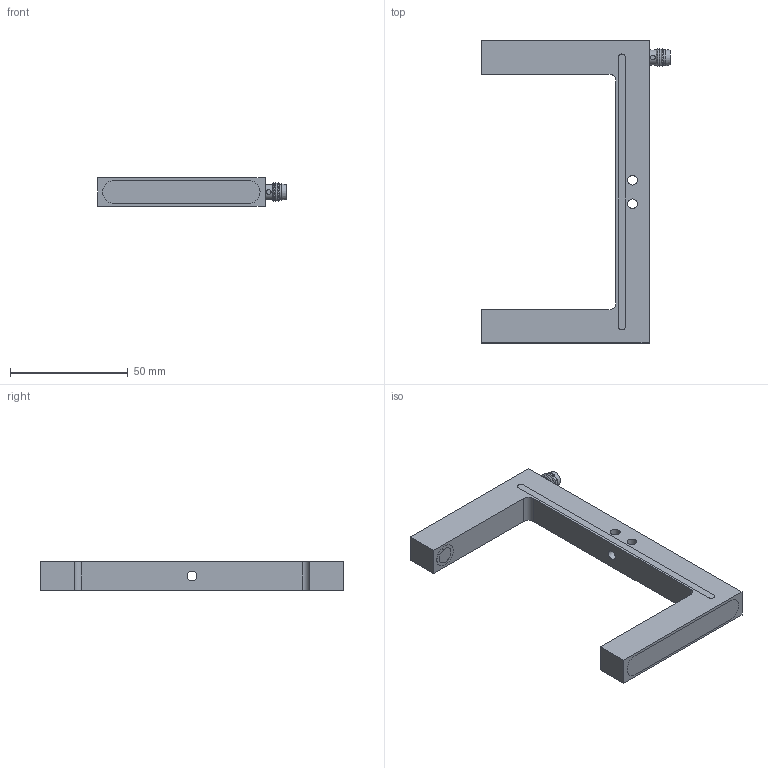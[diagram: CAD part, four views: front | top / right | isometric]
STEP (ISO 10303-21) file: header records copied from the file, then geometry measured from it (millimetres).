
FILE_DESCRIPTION(/* description */ (''),/* implementation_level */ '2;1');
FILE_NAME(/* name */ 'ipf_z3d_PGSI0016.stp',/* time_stamp */ '2018-09-06T13:09:41+02:00',/* author */ ('g.aydin'),/* organization */ (''),/* preprocessor_version */ 'ST-DEVELOPER v15.2',/* originating_system */ 'Autodesk Inventor 2014',/* authorisation */ '');
FILE_SCHEMA (('AUTOMOTIVE_DESIGN { 1 0 10303 214 3 1 1 }'));
Length unit declared in the file: millimetre
Products named in the file (1): ipf_z3d_PGSI0016
Bounding box: 80.1 x 128 x 12 mm (x, y, z)
Volume: 40390.9 mm3; surface area: 13917.7 mm2
Topology: 1 solids, 1 shells, 92 faces, 196 edges, 136 vertices
Faces by surface type: plane 44, cylinder 36, cone 7, sphere 4, torus 1
Full cylindrical faces by diameter (mm): 0.2 x5, 1 x4, 2 x4, 2.9 x1, 3 x1, 4.1 x3, 5 x1, 5.2 x1, 5.8 x1, 6 x1, 6.4 x1, 6.5 x1, 6.9 x1, 7.1 x2, 7.15 x2, 9.72 x1, 9.78 x1, 9.8 x2
Entity records: 2515 total; most frequent: CARTESIAN_POINT 551, DIRECTION 390, ORIENTED_EDGE 266, EDGE_LOOP 174, AXIS2_PLACEMENT_3D 174, EDGE_CURVE 133, VERTEX_POINT 119, FACE_OUTER_BOUND 92
